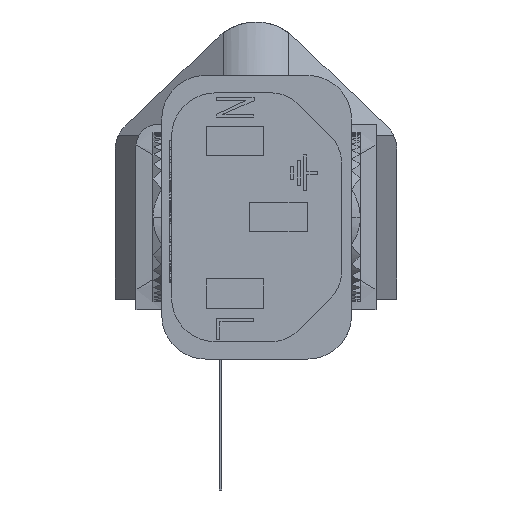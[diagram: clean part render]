
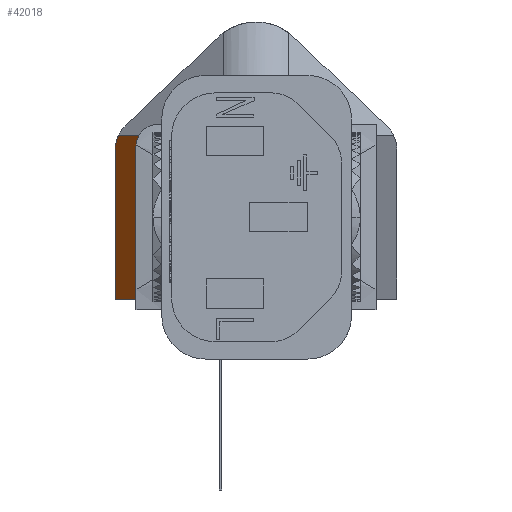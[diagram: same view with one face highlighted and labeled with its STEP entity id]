
A CAD part, left-side view. The second image highlights one B-rep face of the part: STEP entity #42018.
In plain terms, the highlighted face is planar.
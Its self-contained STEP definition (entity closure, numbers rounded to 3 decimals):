
#970 = PLANE ( 'NONE',  #9987 ) ;
#3848 = LINE ( 'NONE', #18475, #48189 ) ;
#9575 = CARTESIAN_POINT ( 'NONE',  ( 16.909, 9.12, 15. ) ) ;
#9987 = AXIS2_PLACEMENT_3D ( 'NONE', #21084, #47885, #66537 ) ;
#10662 = ORIENTED_EDGE ( 'NONE', *, *, #26901, .F. ) ;
#12348 = DIRECTION ( 'NONE',  ( 0., 0., -1. ) ) ;
#17597 = LINE ( 'NONE', #47436, #28331 ) ;
#18475 = CARTESIAN_POINT ( 'NONE',  ( 2.746, 12.286, 0. ) ) ;
#18516 = ORIENTED_EDGE ( 'NONE', *, *, #19675, .T. ) ;
#19582 = FACE_OUTER_BOUND ( 'NONE', #72581, .T. ) ;
#19675 = EDGE_CURVE ( 'NONE', #71130, #25608, #31728, .T. ) ;
#19847 = ORIENTED_EDGE ( 'NONE', *, *, #23678, .T. ) ;
#19867 = DIRECTION ( 'NONE',  ( -0.976, 0.218, 0. ) ) ;
#21084 = CARTESIAN_POINT ( 'NONE',  ( 16.909, 9.12, 0. ) ) ;
#23678 = EDGE_CURVE ( 'NONE', #25608, #70435, #3848, .T. ) ;
#23977 = DIRECTION ( 'NONE',  ( 0., 0., -1. ) ) ;
#25428 = CARTESIAN_POINT ( 'NONE',  ( 0.438, 12.802, 0.403 ) ) ;
#25608 = VERTEX_POINT ( 'NONE', #29377 ) ;
#26901 = EDGE_CURVE ( 'NONE', #71130, #29050, #17597, .T. ) ;
#27283 = VECTOR ( 'NONE', #12348, 1000. ) ;
#28331 = VECTOR ( 'NONE', #19867, 1000. ) ;
#28439 = EDGE_CURVE ( 'NONE', #70435, #60930, #39429, .T. ) ;
#28690 = CARTESIAN_POINT ( 'NONE',  ( 1.291, 12.611, 0. ) ) ;
#29050 = VERTEX_POINT ( 'NONE', #47004 ) ;
#29377 = CARTESIAN_POINT ( 'NONE',  ( 16.909, 9.12, 0. ) ) ;
#31728 = LINE ( 'NONE', #50862, #27283 ) ;
#33138 = EDGE_CURVE ( 'NONE', #29050, #60930, #57396, .T. ) ;
#39429 =( BOUNDED_CURVE ( )  B_SPLINE_CURVE ( 3, ( #59432, #25428, #54715, #65131 ),
 .UNSPECIFIED., .F., .F. ) 
 B_SPLINE_CURVE_WITH_KNOTS ( ( 4, 4 ),
 ( 2.699, 3.142 ),
 .UNSPECIFIED. ) 
 CURVE ( )  GEOMETRIC_REPRESENTATION_ITEM ( )  RATIONAL_B_SPLINE_CURVE ( ( 1., 0.984, 0.984, 1. ) ) 
 REPRESENTATION_ITEM ( '' )  );
#42018 = ADVANCED_FACE ( 'NONE', ( #19582 ), #970, .T. ) ;
#47004 = CARTESIAN_POINT ( 'NONE',  ( 0., 12.9, 15. ) ) ;
#47436 = CARTESIAN_POINT ( 'NONE',  ( 16.909, 9.12, 15. ) ) ;
#47885 = DIRECTION ( 'NONE',  ( 0.218, 0.976, 0. ) ) ;
#48189 = VECTOR ( 'NONE', #52502, 1000. ) ;
#50862 = CARTESIAN_POINT ( 'NONE',  ( 16.909, 9.12, 0. ) ) ;
#51716 = ORIENTED_EDGE ( 'NONE', *, *, #33138, .F. ) ;
#52502 = DIRECTION ( 'NONE',  ( -0.976, 0.218, 0. ) ) ;
#54715 = CARTESIAN_POINT ( 'NONE',  ( 0., 12.9, 0.838 ) ) ;
#57396 = LINE ( 'NONE', #68891, #64517 ) ;
#59432 = CARTESIAN_POINT ( 'NONE',  ( 1.291, 12.611, 0. ) ) ;
#60930 = VERTEX_POINT ( 'NONE', #69605 ) ;
#64087 = ORIENTED_EDGE ( 'NONE', *, *, #28439, .T. ) ;
#64517 = VECTOR ( 'NONE', #23977, 1000. ) ;
#65131 = CARTESIAN_POINT ( 'NONE',  ( 0., 12.9, 1.284 ) ) ;
#66537 = DIRECTION ( 'NONE',  ( -0.976, 0.218, 0. ) ) ;
#68891 = CARTESIAN_POINT ( 'NONE',  ( 0., 12.9, 0. ) ) ;
#69605 = CARTESIAN_POINT ( 'NONE',  ( 0., 12.9, 1.284 ) ) ;
#70435 = VERTEX_POINT ( 'NONE', #28690 ) ;
#71130 = VERTEX_POINT ( 'NONE', #9575 ) ;
#72581 = EDGE_LOOP ( 'NONE', ( #19847, #64087, #51716, #10662, #18516 ) ) ;
